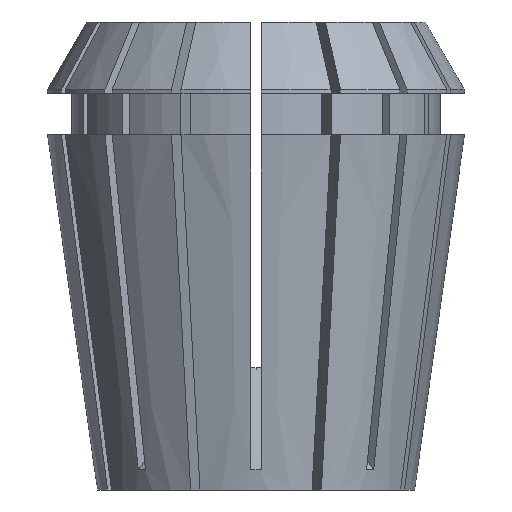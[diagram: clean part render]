
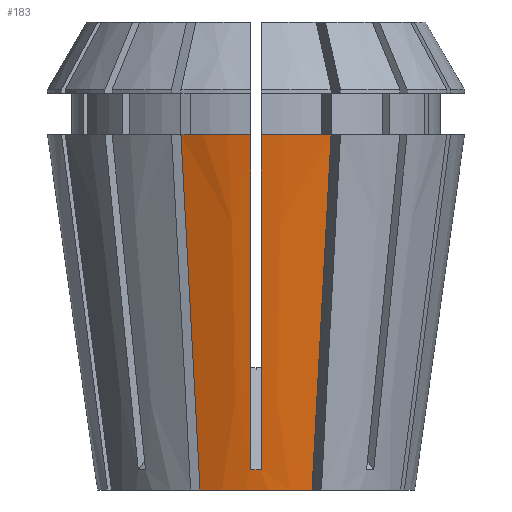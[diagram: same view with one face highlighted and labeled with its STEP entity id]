
A CAD part, front view. The second image highlights one B-rep face of the part: STEP entity #183.
In plain terms, the highlighted conical face has half-angle 8 degrees and reference radius 15.595 mm.
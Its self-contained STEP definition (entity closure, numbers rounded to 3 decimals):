
#2 = CARTESIAN_POINT ( 'NONE',  ( 0.5, -18.832, 23.076 ) ) ;
#9 = CIRCLE ( 'NONE', #1028, 15.595 ) ;
#164 = CARTESIAN_POINT ( 'NONE',  ( -0.5, -16.192, 4.3 ) ) ;
#172 = EDGE_LOOP ( 'NONE', ( #2965, #311, #3686, #3291, #3858, #1384, #4577, #2322 ) ) ;
#183 = ADVANCED_FACE ( 'NONE', ( #1566 ), #4702, .T. ) ;
#252 = AXIS2_PLACEMENT_3D ( 'NONE', #1007, #2318, #1451 ) ;
#299 = DIRECTION ( 'NONE',  ( -1., 0., 0. ) ) ;
#310 = CARTESIAN_POINT ( 'NONE',  ( 0.5, -20.494, 34.9 ) ) ;
#311 = ORIENTED_EDGE ( 'NONE', *, *, #2745, .T. ) ;
#331 = EDGE_CURVE ( 'NONE', #3871, #898, #1304, .T. ) ;
#410 = CARTESIAN_POINT ( 'NONE',  ( -6.129, -16.104, 11.633 ) ) ;
#414 = CARTESIAN_POINT ( 'NONE',  ( 0.5, -15.869, 2.006 ) ) ;
#452 = CARTESIAN_POINT ( 'NONE',  ( 0.167, -15.879, 1.998 ) ) ;
#870 = DIRECTION ( 'NONE',  ( -1., 0., 0. ) ) ;
#875 = CARTESIAN_POINT ( 'NONE',  ( 0.5, -15.869, 2.006 ) ) ;
#898 = VERTEX_POINT ( 'NONE', #3342 ) ;
#912 = CARTESIAN_POINT ( 'NONE',  ( -0.167, -15.879, 1.998 ) ) ;
#931 = CARTESIAN_POINT ( 'NONE',  ( -0.5, -20.494, 34.9 ) ) ;
#950 = CARTESIAN_POINT ( 'NONE',  ( -0.5, -20.152, 32.464 ) ) ;
#1007 = CARTESIAN_POINT ( 'NONE',  ( 0., 0., 0. ) ) ;
#1028 = AXIS2_PLACEMENT_3D ( 'NONE', #1126, #5351, #299 ) ;
#1118 = VERTEX_POINT ( 'NONE', #1666 ) ;
#1126 = CARTESIAN_POINT ( 'NONE',  ( 0., 0., 0. ) ) ;
#1186 = CARTESIAN_POINT ( 'NONE',  ( 7.381, -19.126, 34.9 ) ) ;
#1304 = B_SPLINE_CURVE_WITH_KNOTS ( 'NONE', 3,
 ( #1186, #3311, #2405, #3730 ),
 .UNSPECIFIED., .F., .F.,
 ( 4, 4 ),
 ( 0., 0.035 ),
 .UNSPECIFIED. ) ;
#1333 = DIRECTION ( 'NONE',  ( 0., 0., -1. ) ) ;
#1356 = CARTESIAN_POINT ( 'NONE',  ( -0.5, -15.977, 2.77 ) ) ;
#1384 = ORIENTED_EDGE ( 'NONE', *, *, #5389, .T. ) ;
#1451 = DIRECTION ( 'NONE',  ( 1., 0., 0. ) ) ;
#1566 = FACE_OUTER_BOUND ( 'NONE', #172, .T. ) ;
#1615 = CIRCLE ( 'NONE', #2106, 20.5 ) ;
#1625 = CARTESIAN_POINT ( 'NONE',  ( -7.381, -19.126, 34.9 ) ) ;
#1666 = CARTESIAN_POINT ( 'NONE',  ( -7.381, -19.126, 34.9 ) ) ;
#1671 = CARTESIAN_POINT ( 'NONE',  ( 0.5, -16.084, 3.535 ) ) ;
#1687 = CARTESIAN_POINT ( 'NONE',  ( -5.503, -14.592, 0. ) ) ;
#1820 = B_SPLINE_CURVE_WITH_KNOTS ( 'NONE', 3,
 ( #931, #3532, #4442, #950, #3941, #4833, #164, #2265, #1356, #4368 ),
 .UNSPECIFIED., .F., .F.,
 ( 4, 3, 3, 4 ),
 ( 0.076, 0.078, 0.107, 0.109 ),
 .UNSPECIFIED. ) ;
#2106 = AXIS2_PLACEMENT_3D ( 'NONE', #4077, #2839, #3279 ) ;
#2115 = CARTESIAN_POINT ( 'NONE',  ( 0.5, -17.512, 13.688 ) ) ;
#2144 = CARTESIAN_POINT ( 'NONE',  ( -0.5, -20.494, 34.9 ) ) ;
#2265 = CARTESIAN_POINT ( 'NONE',  ( -0.5, -16.084, 3.535 ) ) ;
#2318 = DIRECTION ( 'NONE',  ( 0., 0., 1. ) ) ;
#2322 = ORIENTED_EDGE ( 'NONE', *, *, #3217, .F. ) ;
#2405 = CARTESIAN_POINT ( 'NONE',  ( 6.129, -16.104, 11.633 ) ) ;
#2480 = CARTESIAN_POINT ( 'NONE',  ( 7.381, -19.126, 34.9 ) ) ;
#2496 = CARTESIAN_POINT ( 'NONE',  ( 0.5, -20.152, 32.464 ) ) ;
#2534 = CARTESIAN_POINT ( 'NONE',  ( 0.5, -20.266, 33.276 ) ) ;
#2547 = EDGE_CURVE ( 'NONE', #4063, #3256, #3035, .T. ) ;
#2745 = EDGE_CURVE ( 'NONE', #3871, #4063, #1615, .T. ) ;
#2839 = DIRECTION ( 'NONE',  ( 0., 0., -1. ) ) ;
#2965 = ORIENTED_EDGE ( 'NONE', *, *, #331, .F. ) ;
#3035 = B_SPLINE_CURVE_WITH_KNOTS ( 'NONE', 3,
 ( #4715, #3850, #2534, #2496, #2, #2115, #3820, #1671, #5095, #414 ),
 .UNSPECIFIED., .F., .F.,
 ( 4, 3, 3, 4 ),
 ( 0.076, 0.078, 0.107, 0.109 ),
 .UNSPECIFIED. ) ;
#3217 = EDGE_CURVE ( 'NONE', #898, #4582, #9, .T. ) ;
#3256 = VERTEX_POINT ( 'NONE', #4559 ) ;
#3279 = DIRECTION ( 'NONE',  ( -1., 0., 0. ) ) ;
#3291 = ORIENTED_EDGE ( 'NONE', *, *, #4336, .F. ) ;
#3311 = CARTESIAN_POINT ( 'NONE',  ( 6.755, -17.615, 23.267 ) ) ;
#3342 = CARTESIAN_POINT ( 'NONE',  ( 5.503, -14.592, 0. ) ) ;
#3443 = CARTESIAN_POINT ( 'NONE',  ( 0., 0., 34.9 ) ) ;
#3532 = CARTESIAN_POINT ( 'NONE',  ( -0.5, -20.38, 34.088 ) ) ;
#3674 = B_SPLINE_CURVE_WITH_KNOTS ( 'NONE', 3,
 ( #1625, #5045, #410, #1687 ),
 .UNSPECIFIED., .F., .F.,
 ( 4, 4 ),
 ( 0., 0.035 ),
 .UNSPECIFIED. ) ;
#3686 = ORIENTED_EDGE ( 'NONE', *, *, #2547, .T. ) ;
#3730 = CARTESIAN_POINT ( 'NONE',  ( 5.503, -14.592, 0. ) ) ;
#3820 = CARTESIAN_POINT ( 'NONE',  ( 0.5, -16.192, 4.3 ) ) ;
#3843 = CIRCLE ( 'NONE', #4568, 20.5 ) ;
#3850 = CARTESIAN_POINT ( 'NONE',  ( 0.5, -20.38, 34.088 ) ) ;
#3858 = ORIENTED_EDGE ( 'NONE', *, *, #5515, .F. ) ;
#3871 = VERTEX_POINT ( 'NONE', #2480 ) ;
#3941 = CARTESIAN_POINT ( 'NONE',  ( -0.5, -18.832, 23.076 ) ) ;
#4063 = VERTEX_POINT ( 'NONE', #310 ) ;
#4077 = CARTESIAN_POINT ( 'NONE',  ( 0., 0., 34.9 ) ) ;
#4160 = CARTESIAN_POINT ( 'NONE',  ( -5.503, -14.592, 0. ) ) ;
#4188 = VERTEX_POINT ( 'NONE', #2144 ) ;
#4336 = EDGE_CURVE ( 'NONE', #4546, #3256, #5361, .T. ) ;
#4368 = CARTESIAN_POINT ( 'NONE',  ( -0.5, -15.869, 2.006 ) ) ;
#4442 = CARTESIAN_POINT ( 'NONE',  ( -0.5, -20.266, 33.276 ) ) ;
#4546 = VERTEX_POINT ( 'NONE', #5462 ) ;
#4559 = CARTESIAN_POINT ( 'NONE',  ( 0.5, -15.869, 2.006 ) ) ;
#4568 = AXIS2_PLACEMENT_3D ( 'NONE', #3443, #1333, #870 ) ;
#4577 = ORIENTED_EDGE ( 'NONE', *, *, #5298, .T. ) ;
#4582 = VERTEX_POINT ( 'NONE', #4160 ) ;
#4702 = CONICAL_SURFACE ( 'NONE', #252, 15.595, 0.14 ) ;
#4715 = CARTESIAN_POINT ( 'NONE',  ( 0.5, -20.494, 34.9 ) ) ;
#4833 = CARTESIAN_POINT ( 'NONE',  ( -0.5, -17.512, 13.688 ) ) ;
#5045 = CARTESIAN_POINT ( 'NONE',  ( -6.755, -17.615, 23.267 ) ) ;
#5095 = CARTESIAN_POINT ( 'NONE',  ( 0.5, -15.977, 2.77 ) ) ;
#5174 = CARTESIAN_POINT ( 'NONE',  ( -0.5, -15.869, 2.006 ) ) ;
#5298 = EDGE_CURVE ( 'NONE', #1118, #4582, #3674, .T. ) ;
#5351 = DIRECTION ( 'NONE',  ( 0., 0., -1. ) ) ;
#5361 = B_SPLINE_CURVE_WITH_KNOTS ( 'NONE', 3,
 ( #5174, #912, #452, #875 ),
 .UNSPECIFIED., .F., .F.,
 ( 4, 4 ),
 ( 0., 0.001 ),
 .UNSPECIFIED. ) ;
#5389 = EDGE_CURVE ( 'NONE', #4188, #1118, #3843, .T. ) ;
#5462 = CARTESIAN_POINT ( 'NONE',  ( -0.5, -15.869, 2.006 ) ) ;
#5515 = EDGE_CURVE ( 'NONE', #4188, #4546, #1820, .T. ) ;
